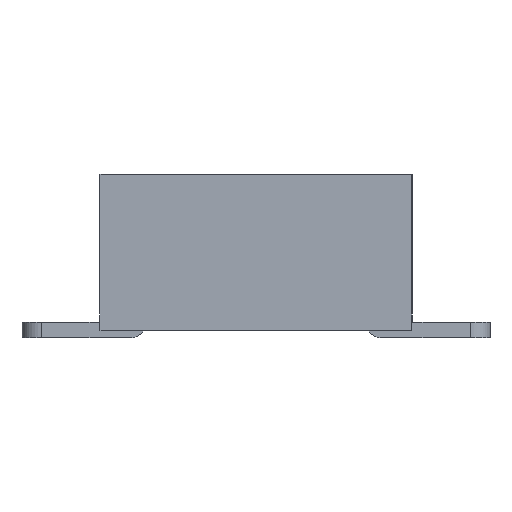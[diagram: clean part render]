
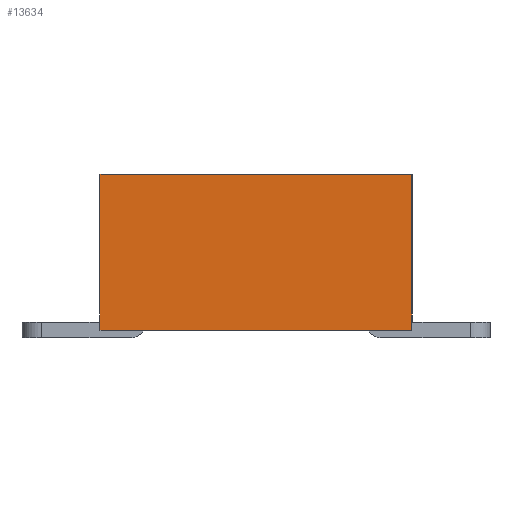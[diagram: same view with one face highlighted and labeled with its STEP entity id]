
A CAD part, front view. The second image highlights one B-rep face of the part: STEP entity #13634.
In plain terms, the highlighted face is planar.
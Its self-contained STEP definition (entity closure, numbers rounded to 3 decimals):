
#428=PLANE('',#14946);
#5016=ORIENTED_EDGE('',*,*,#7129,.T.);
#5017=ORIENTED_EDGE('',*,*,#7144,.F.);
#5018=ORIENTED_EDGE('',*,*,#7137,.F.);
#5019=ORIENTED_EDGE('',*,*,#7145,.T.);
#7129=EDGE_CURVE('',#8407,#8406,#9739,.T.);
#7137=EDGE_CURVE('',#8412,#8413,#9747,.T.);
#7144=EDGE_CURVE('',#8413,#8406,#9754,.T.);
#7145=EDGE_CURVE('',#8412,#8407,#9755,.T.);
#8406=VERTEX_POINT('',#23454);
#8407=VERTEX_POINT('',#23456);
#8412=VERTEX_POINT('',#23469);
#8413=VERTEX_POINT('',#23471);
#9739=LINE('',#23455,#11081);
#9747=LINE('',#23470,#11089);
#9754=LINE('',#23480,#11096);
#9755=LINE('',#23482,#11097);
#11081=VECTOR('',#18668,1000.);
#11089=VECTOR('',#18678,1000.);
#11096=VECTOR('',#18689,1000.);
#11097=VECTOR('',#18692,1000.);
#11832=EDGE_LOOP('',(#5016,#5017,#5018,#5019));
#12588=FACE_BOUND('',#11832,.T.);
#13634=ADVANCED_FACE('',(#12588),#428,.F.);
#14946=AXIS2_PLACEMENT_3D('',#23481,#18690,#18691);
#18668=DIRECTION('',(0.,0.,-1.));
#18678=DIRECTION('',(0.,0.,-1.));
#18689=DIRECTION('',(0.,1.,0.));
#18690=DIRECTION('',(1.,0.,0.));
#18691=DIRECTION('',(0.,0.,-1.));
#18692=DIRECTION('',(0.,1.,0.));
#23454=CARTESIAN_POINT('',(-5.,2.,-1.));
#23455=CARTESIAN_POINT('',(-5.,2.,1.));
#23456=CARTESIAN_POINT('',(-5.,2.,1.));
#23469=CARTESIAN_POINT('',(-5.,-2.,1.));
#23470=CARTESIAN_POINT('',(-5.,-2.,1.));
#23471=CARTESIAN_POINT('',(-5.,-2.,-1.));
#23480=CARTESIAN_POINT('',(-5.,-2.,-1.));
#23481=CARTESIAN_POINT('',(-5.,-2.,1.));
#23482=CARTESIAN_POINT('',(-5.,-2.,1.));
